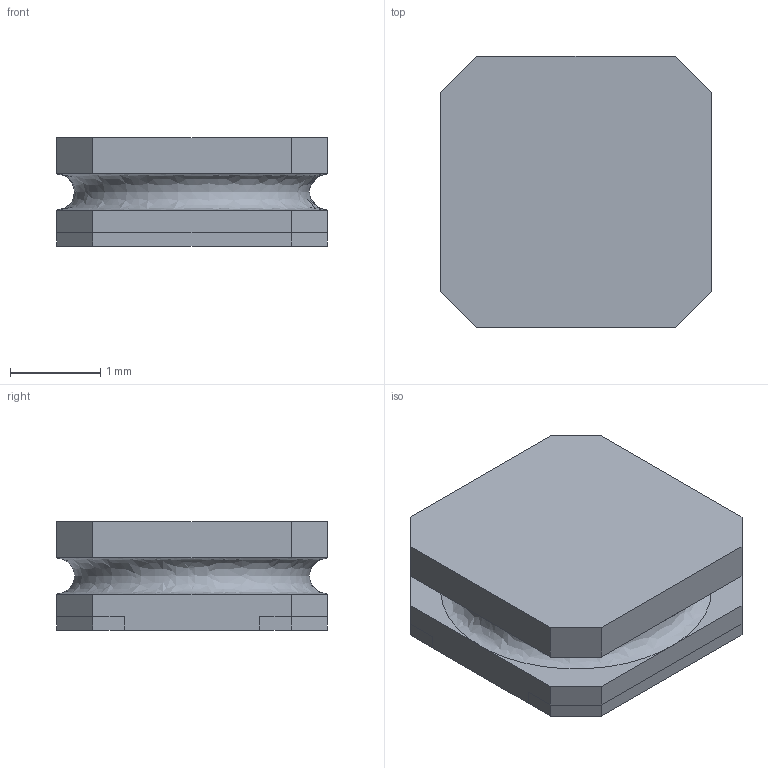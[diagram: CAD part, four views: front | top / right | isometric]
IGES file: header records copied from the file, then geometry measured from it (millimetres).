
Start section: C
Global section: file name: IndLQS_3012_TPI_74404031xxxA.igs; native system: By Siemens PLM Incorporated; preprocessor: XPlus GENERIC/IGES 17.0.49; author: Author; organization: Title; date: 20151117.155410; units: millimetre
Bounding box: 3 x 3 x 1.2 mm (x, y, z)
Volume: 9.2 mm3; surface area: 73.3 mm2
Topology: 4 solids, 4 shells, 45 faces, 106 edges, 71 vertices
Faces by surface type: bspline 45
